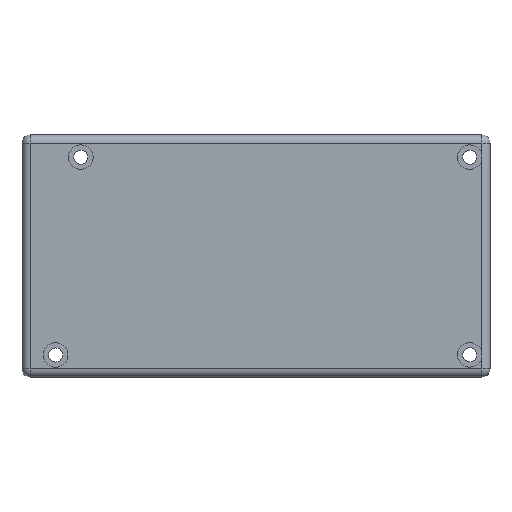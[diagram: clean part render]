
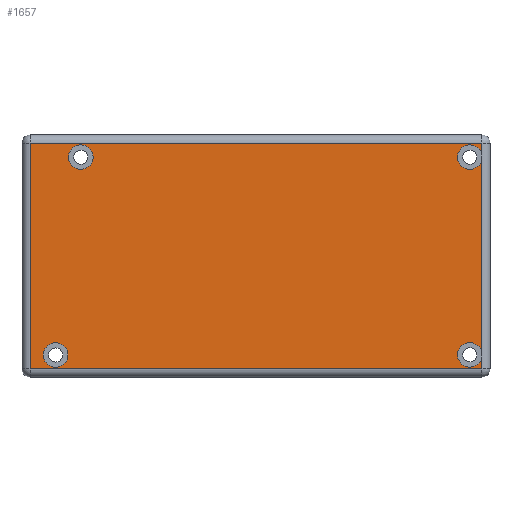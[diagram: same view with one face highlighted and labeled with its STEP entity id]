
A CAD part, front view. The second image highlights one B-rep face of the part: STEP entity #1657.
In plain terms, the highlighted planar face has unit normal (0, -1, 0).
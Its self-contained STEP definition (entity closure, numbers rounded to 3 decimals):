
#28=FACE_BOUND('',#267,.T.);
#29=FACE_BOUND('',#268,.T.);
#63=PLANE('',#1846);
#156=FACE_OUTER_BOUND('',#266,.T.);
#266=EDGE_LOOP('',(#1409,#1410,#1411,#1412,#1413,#1414,#1415,#1416));
#267=EDGE_LOOP('',(#1417));
#268=EDGE_LOOP('',(#1418));
#351=CIRCLE('',#1788,3.05);
#353=CIRCLE('',#1793,3.05);
#381=CIRCLE('',#1847,3.05);
#382=CIRCLE('',#1848,3.05);
#497=LINE('',#2862,#630);
#499=LINE('',#2870,#632);
#502=LINE('',#2881,#635);
#503=LINE('',#2882,#636);
#504=LINE('',#2883,#637);
#506=LINE('',#2892,#639);
#630=VECTOR('',#2236,10.);
#632=VECTOR('',#2244,10.);
#635=VECTOR('',#2257,10.);
#636=VECTOR('',#2258,10.);
#637=VECTOR('',#2259,10.);
#639=VECTOR('',#2271,10.);
#755=VERTEX_POINT('',#2756);
#756=VERTEX_POINT('',#2757);
#759=VERTEX_POINT('',#2769);
#760=VERTEX_POINT('',#2770);
#787=VERTEX_POINT('',#2855);
#790=VERTEX_POINT('',#2860);
#791=VERTEX_POINT('',#2864);
#794=VERTEX_POINT('',#2874);
#803=VERTEX_POINT('',#2914);
#804=VERTEX_POINT('',#2916);
#939=EDGE_CURVE('',#755,#756,#351,.T.);
#945=EDGE_CURVE('',#759,#760,#353,.T.);
#992=EDGE_CURVE('',#790,#787,#497,.T.);
#996=EDGE_CURVE('',#787,#791,#499,.T.);
#1002=EDGE_CURVE('',#791,#760,#502,.T.);
#1003=EDGE_CURVE('',#759,#756,#503,.T.);
#1004=EDGE_CURVE('',#755,#794,#504,.T.);
#1009=EDGE_CURVE('',#794,#790,#506,.T.);
#1020=EDGE_CURVE('',#803,#803,#381,.T.);
#1021=EDGE_CURVE('',#804,#804,#382,.T.);
#1409=ORIENTED_EDGE('',*,*,#939,.T.);
#1410=ORIENTED_EDGE('',*,*,#1003,.F.);
#1411=ORIENTED_EDGE('',*,*,#945,.T.);
#1412=ORIENTED_EDGE('',*,*,#1002,.F.);
#1413=ORIENTED_EDGE('',*,*,#996,.F.);
#1414=ORIENTED_EDGE('',*,*,#992,.F.);
#1415=ORIENTED_EDGE('',*,*,#1009,.F.);
#1416=ORIENTED_EDGE('',*,*,#1004,.F.);
#1417=ORIENTED_EDGE('',*,*,#1020,.T.);
#1418=ORIENTED_EDGE('',*,*,#1021,.T.);
#1657=ADVANCED_FACE('',(#156,#28,#29),#63,.F.);
#1788=AXIS2_PLACEMENT_3D('',#2758,#2130,#2131);
#1793=AXIS2_PLACEMENT_3D('',#2771,#2144,#2145);
#1846=AXIS2_PLACEMENT_3D('',#2913,#2297,#2298);
#1847=AXIS2_PLACEMENT_3D('',#2915,#2299,#2300);
#1848=AXIS2_PLACEMENT_3D('',#2917,#2301,#2302);
#2130=DIRECTION('center_axis',(0.,1.,0.));
#2131=DIRECTION('ref_axis',(1.,0.,0.));
#2144=DIRECTION('center_axis',(0.,1.,0.));
#2145=DIRECTION('ref_axis',(1.,0.,0.));
#2236=DIRECTION('',(0.,0.,1.));
#2244=DIRECTION('',(1.,0.,0.));
#2257=DIRECTION('',(0.,0.,-1.));
#2258=DIRECTION('',(0.,0.,-1.));
#2259=DIRECTION('',(0.,0.,-1.));
#2271=DIRECTION('',(-1.,0.,0.));
#2297=DIRECTION('center_axis',(0.,1.,0.));
#2298=DIRECTION('ref_axis',(1.,0.,0.));
#2299=DIRECTION('center_axis',(0.,1.,0.));
#2300=DIRECTION('ref_axis',(1.,0.,0.));
#2301=DIRECTION('center_axis',(0.,1.,0.));
#2302=DIRECTION('ref_axis',(1.,0.,0.));
#2756=CARTESIAN_POINT('',(59.,0.,-25.05));
#2757=CARTESIAN_POINT('',(59.,0.,-23.95));
#2758=CARTESIAN_POINT('Origin',(56.,0.,-24.5));
#2769=CARTESIAN_POINT('',(59.,0.,23.95));
#2770=CARTESIAN_POINT('',(59.,0.,25.05));
#2771=CARTESIAN_POINT('Origin',(56.,0.,24.5));
#2855=CARTESIAN_POINT('',(-53.,0.,28.));
#2860=CARTESIAN_POINT('',(-53.,0.,-28.));
#2862=CARTESIAN_POINT('',(-53.,0.,-15.));
#2864=CARTESIAN_POINT('',(59.,0.,28.));
#2870=CARTESIAN_POINT('',(-28.75,0.,28.));
#2874=CARTESIAN_POINT('',(59.,0.,-28.));
#2881=CARTESIAN_POINT('',(59.,0.,15.));
#2882=CARTESIAN_POINT('',(59.,0.,15.));
#2883=CARTESIAN_POINT('',(59.,0.,15.));
#2892=CARTESIAN_POINT('',(23.75,0.,-28.));
#2913=CARTESIAN_POINT('Origin',(-2.5,0.,0.));
#2914=CARTESIAN_POINT('',(-49.725,0.,-24.55));
#2915=CARTESIAN_POINT('Origin',(-46.675,0.,-24.55));
#2916=CARTESIAN_POINT('',(-43.475,0.,24.5));
#2917=CARTESIAN_POINT('Origin',(-40.425,0.,24.5));
